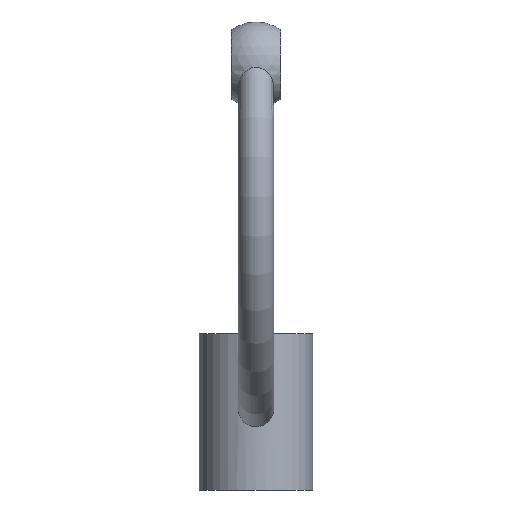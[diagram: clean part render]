
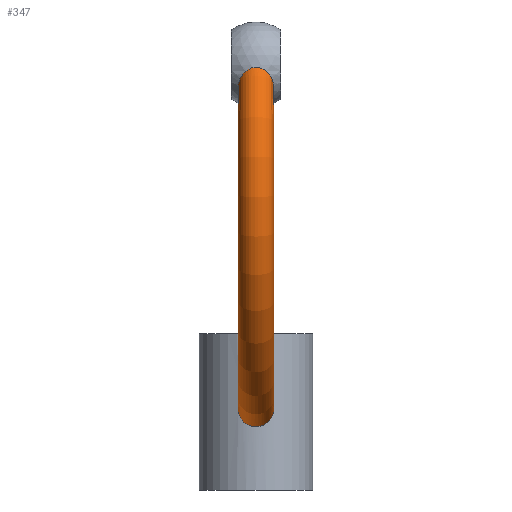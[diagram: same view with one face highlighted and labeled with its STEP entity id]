
A CAD part, left-side view. The second image highlights one B-rep face of the part: STEP entity #347.
In plain terms, the highlighted toroidal (fillet/blend) face has major radius 66 mm and minor radius 5 mm.
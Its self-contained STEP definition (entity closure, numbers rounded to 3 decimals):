
#17=TOROIDAL_SURFACE('',#390,66.,5.);
#21=B_SPLINE_CURVE_WITH_KNOTS('',3,(#596,#597,#598,#599,#600,#601,#602,
#603,#604,#605,#606,#607,#608,#609,#610,#611,#612,#613,#614,#615,#616,#617,
#618),.UNSPECIFIED.,.F.,.F.,(4,2,2,2,2,3,2,2,2,2,4),(-0.792,
-0.773,-0.584,-0.39,-0.195,
0.,0.15,0.299,0.489,0.678,
0.791),.UNSPECIFIED.);
#25=B_SPLINE_CURVE_WITH_KNOTS('',3,(#736,#737,#738,#739,#740,#741,#742,
#743,#744,#745,#746,#747,#748,#749,#750,#751,#752,#753,#754,#755,#756,#757,
#758,#759,#760,#761,#762,#763,#764,#765,#766,#767,#768,#769,#770),
 .UNSPECIFIED.,.F.,.F.,(4,2,2,2,2,2,2,2,3,2,2,2,2,2,2,2,4),(2.418,
2.534,2.65,2.761,2.872,2.972,
3.071,3.157,3.243,3.328,3.414,
3.514,3.613,3.724,3.835,3.951,
4.067),.UNSPECIFIED.);
#42=FACE_OUTER_BOUND('',#107,.T.);
#107=EDGE_LOOP('',(#269,#270,#271,#272));
#137=CIRCLE('',#379,66.);
#145=CIRCLE('',#391,66.);
#167=VERTEX_POINT('',#592);
#169=VERTEX_POINT('',#595);
#173=VERTEX_POINT('',#648);
#179=VERTEX_POINT('',#734);
#200=EDGE_CURVE('',#169,#167,#21,.T.);
#205=EDGE_CURVE('',#173,#169,#137,.T.);
#215=EDGE_CURVE('',#179,#167,#145,.T.);
#216=EDGE_CURVE('',#179,#173,#25,.T.);
#269=ORIENTED_EDGE('',*,*,#200,.T.);
#270=ORIENTED_EDGE('',*,*,#215,.F.);
#271=ORIENTED_EDGE('',*,*,#216,.T.);
#272=ORIENTED_EDGE('',*,*,#205,.T.);
#347=ADVANCED_FACE('',(#42),#17,.T.);
#379=AXIS2_PLACEMENT_3D('',#649,#454,#455);
#390=AXIS2_PLACEMENT_3D('',#733,#476,#477);
#391=AXIS2_PLACEMENT_3D('',#735,#478,#479);
#454=DIRECTION('center_axis',(0.,-1.,0.));
#455=DIRECTION('ref_axis',(-0.841,0.,-0.541));
#476=DIRECTION('center_axis',(0.,-1.,0.));
#477=DIRECTION('ref_axis',(0.,0.,-1.));
#478=DIRECTION('center_axis',(0.,-1.,0.));
#479=DIRECTION('ref_axis',(-0.841,0.,-0.541));
#592=CARTESIAN_POINT('',(-15.199,-5.,-64.226));
#595=CARTESIAN_POINT('',(-15.199,5.,-64.226));
#596=CARTESIAN_POINT('Ctrl Pts',(-15.199,5.,-64.226));
#597=CARTESIAN_POINT('Ctrl Pts',(-15.199,5.,-64.29));
#598=CARTESIAN_POINT('Ctrl Pts',(-15.199,4.999,-64.353));
#599=CARTESIAN_POINT('Ctrl Pts',(-15.207,4.974,-65.047));
#600=CARTESIAN_POINT('Ctrl Pts',(-15.253,4.838,-65.663));
#601=CARTESIAN_POINT('Ctrl Pts',(-15.404,4.333,-66.824));
#602=CARTESIAN_POINT('Ctrl Pts',(-15.508,3.966,-67.35));
#603=CARTESIAN_POINT('Ctrl Pts',(-15.715,3.043,-68.234));
#604=CARTESIAN_POINT('Ctrl Pts',(-15.816,2.494,-68.582));
#605=CARTESIAN_POINT('Ctrl Pts',(-15.959,1.291,-69.054));
#606=CARTESIAN_POINT('Ctrl Pts',(-16.,0.649,-69.174));
#607=CARTESIAN_POINT('Ctrl Pts',(-16.,0.,-69.174));
#608=CARTESIAN_POINT('Ctrl Pts',(-16.,-0.499,-69.174));
#609=CARTESIAN_POINT('Ctrl Pts',(-15.976,-0.994,-69.103));
#610=CARTESIAN_POINT('Ctrl Pts',(-15.888,-1.947,-68.822));
#611=CARTESIAN_POINT('Ctrl Pts',(-15.825,-2.399,-68.614));
#612=CARTESIAN_POINT('Ctrl Pts',(-15.658,-3.335,-67.999));
#613=CARTESIAN_POINT('Ctrl Pts',(-15.55,-3.786,-67.56));
#614=CARTESIAN_POINT('Ctrl Pts',(-15.361,-4.492,-66.533));
#615=CARTESIAN_POINT('Ctrl Pts',(-15.282,-4.741,-65.959));
#616=CARTESIAN_POINT('Ctrl Pts',(-15.212,-4.96,-64.978));
#617=CARTESIAN_POINT('Ctrl Pts',(-15.199,-5.,-64.603));
#618=CARTESIAN_POINT('Ctrl Pts',(-15.199,-5.,-64.226));
#648=CARTESIAN_POINT('',(-60.3,5.,26.831));
#649=CARTESIAN_POINT('Origin',(0.,5.,0.));
#733=CARTESIAN_POINT('Origin',(0.,0.,0.));
#734=CARTESIAN_POINT('',(-60.3,-5.,26.831));
#735=CARTESIAN_POINT('Origin',(0.,-5.,0.));
#736=CARTESIAN_POINT('Ctrl Pts',(-60.3,-5.,26.831));
#737=CARTESIAN_POINT('Ctrl Pts',(-60.518,-5.,27.15));
#738=CARTESIAN_POINT('Ctrl Pts',(-60.752,-4.965,27.501));
#739=CARTESIAN_POINT('Ctrl Pts',(-61.199,-4.818,28.201));
#740=CARTESIAN_POINT('Ctrl Pts',(-61.412,-4.705,28.549));
#741=CARTESIAN_POINT('Ctrl Pts',(-61.774,-4.445,29.161));
#742=CARTESIAN_POINT('Ctrl Pts',(-61.957,-4.277,29.483));
#743=CARTESIAN_POINT('Ctrl Pts',(-62.292,-3.872,30.1));
#744=CARTESIAN_POINT('Ctrl Pts',(-62.444,-3.636,30.394));
#745=CARTESIAN_POINT('Ctrl Pts',(-62.682,-3.179,30.87));
#746=CARTESIAN_POINT('Ctrl Pts',(-62.792,-2.921,31.101));
#747=CARTESIAN_POINT('Ctrl Pts',(-62.98,-2.357,31.509));
#748=CARTESIAN_POINT('Ctrl Pts',(-63.058,-2.051,31.686));
#749=CARTESIAN_POINT('Ctrl Pts',(-63.165,-1.497,31.934));
#750=CARTESIAN_POINT('Ctrl Pts',(-63.208,-1.203,32.036));
#751=CARTESIAN_POINT('Ctrl Pts',(-63.263,-0.598,32.171));
#752=CARTESIAN_POINT('Ctrl Pts',(-63.277,-0.286,32.204));
#753=CARTESIAN_POINT('Ctrl Pts',(-63.277,0.,32.204));
#754=CARTESIAN_POINT('Ctrl Pts',(-63.277,0.286,32.204));
#755=CARTESIAN_POINT('Ctrl Pts',(-63.263,0.598,32.171));
#756=CARTESIAN_POINT('Ctrl Pts',(-63.208,1.203,32.036));
#757=CARTESIAN_POINT('Ctrl Pts',(-63.165,1.497,31.934));
#758=CARTESIAN_POINT('Ctrl Pts',(-63.058,2.051,31.686));
#759=CARTESIAN_POINT('Ctrl Pts',(-62.98,2.357,31.509));
#760=CARTESIAN_POINT('Ctrl Pts',(-62.792,2.921,31.101));
#761=CARTESIAN_POINT('Ctrl Pts',(-62.682,3.179,30.87));
#762=CARTESIAN_POINT('Ctrl Pts',(-62.444,3.636,30.394));
#763=CARTESIAN_POINT('Ctrl Pts',(-62.292,3.872,30.1));
#764=CARTESIAN_POINT('Ctrl Pts',(-61.957,4.277,29.483));
#765=CARTESIAN_POINT('Ctrl Pts',(-61.774,4.445,29.161));
#766=CARTESIAN_POINT('Ctrl Pts',(-61.412,4.705,28.549));
#767=CARTESIAN_POINT('Ctrl Pts',(-61.199,4.818,28.201));
#768=CARTESIAN_POINT('Ctrl Pts',(-60.752,4.965,27.501));
#769=CARTESIAN_POINT('Ctrl Pts',(-60.518,5.,27.15));
#770=CARTESIAN_POINT('Ctrl Pts',(-60.3,5.,26.831));
